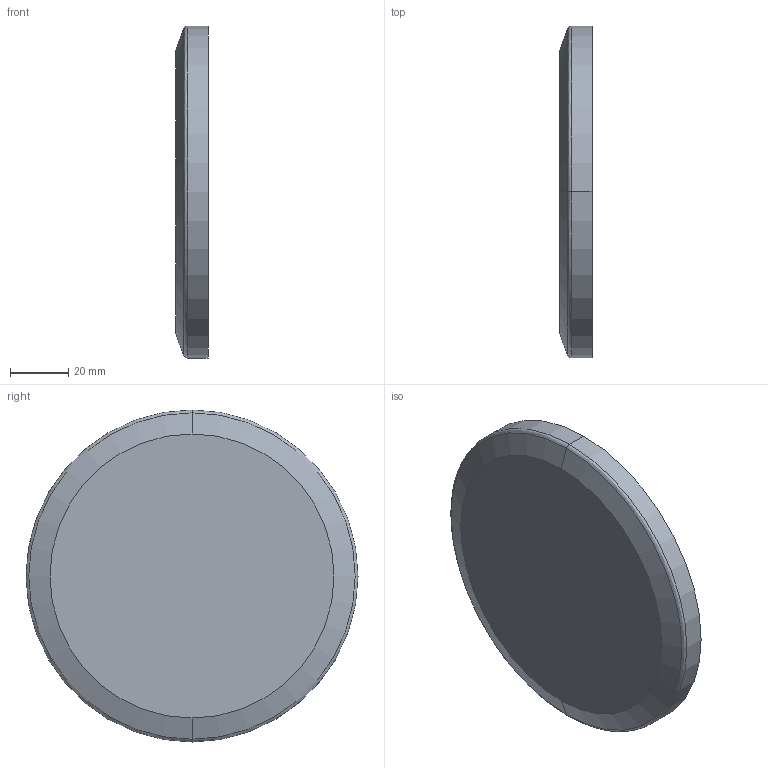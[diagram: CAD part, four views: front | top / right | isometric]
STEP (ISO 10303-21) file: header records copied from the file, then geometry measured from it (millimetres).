
FILE_DESCRIPTION( (''), '2;1');
FILE_NAME ('CAD714.2264.VP4080_26944.stp','2016-04-22T11:28:50',(''),(''),'spGate 11.3.9','spGate','');
FILE_SCHEMA (('AUTOMOTIVE_DESIGN'));
Length unit declared in the file: millimetre
Bounding box: 11 x 114 x 114 mm (x, y, z)
Volume: 99929.8 mm3; surface area: 26552.4 mm2
Topology: 1 solids, 1 shells, 14 faces, 26 edges, 16 vertices
Faces by surface type: cylinder 6, plane 4, bspline 4
Entity records: 645 total; most frequent: CARTESIAN_POINT 134, DIRECTION 52, ORIENTED_EDGE 52, COLOUR_RGB 41, PRESENTATION_STYLE_ASSIGNMENT 41, STYLED_ITEM 41, AXIS2_PLACEMENT_3D 26, EDGE_CURVE 26
